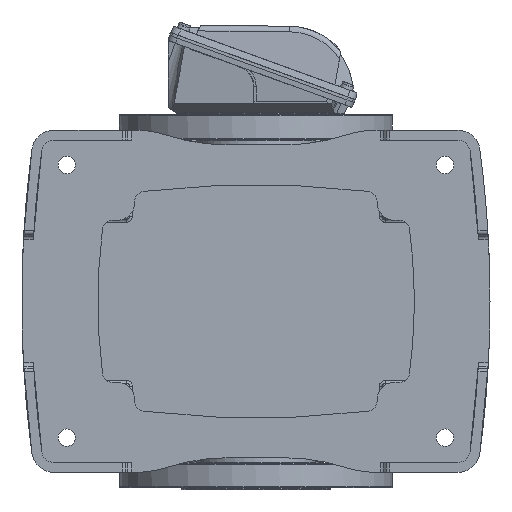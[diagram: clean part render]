
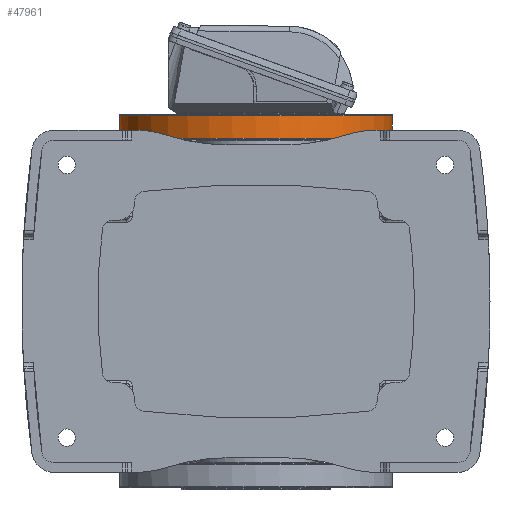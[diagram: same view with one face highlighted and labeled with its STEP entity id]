
A CAD part, front view. The second image highlights one B-rep face of the part: STEP entity #47961.
In plain terms, the highlighted cylindrical face has radius 137.5 mm (diameter 275 mm), a partial arc.
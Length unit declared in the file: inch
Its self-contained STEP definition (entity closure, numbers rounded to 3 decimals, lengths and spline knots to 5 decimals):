
#1250 = EDGE_CURVE ( 'NONE', #17837, #93121, #120519, .T. ) ;
#3176 = ORIENTED_EDGE ( 'NONE', *, *, #1250, .F. ) ;
#3885 = ORIENTED_EDGE ( 'NONE', *, *, #33435, .T. ) ;
#6087 = CARTESIAN_POINT ( 'NONE',  ( -7.40157, 7.125, -5.41339 ) ) ;
#6739 = DIRECTION ( 'NONE',  ( 0., -0.007, -1. ) ) ;
#8396 = ORIENTED_EDGE ( 'NONE', *, *, #100749, .T. ) ;
#13992 = CARTESIAN_POINT ( 'NONE',  ( -7.3622, 7.125, 5.41339 ) ) ;
#14351 = ORIENTED_EDGE ( 'NONE', *, *, #80742, .T. ) ;
#15005 = DIRECTION ( 'NONE',  ( 0., 0., -1. ) ) ;
#17837 = VERTEX_POINT ( 'NONE', #20855 ) ;
#20855 = CARTESIAN_POINT ( 'NONE',  ( -6.45669, 7.08957, -5.41327 ) ) ;
#27250 = EDGE_LOOP ( 'NONE', ( #136274, #8396, #3885, #14351, #3176, #170225 ) ) ;
#33435 = EDGE_CURVE ( 'NONE', #168568, #165820, #48499, .T. ) ;
#34501 = CARTESIAN_POINT ( 'NONE',  ( -6.45669, 7.125, 0. ) ) ;
#36456 = CARTESIAN_POINT ( 'NONE',  ( -6.45669, 7.125, 5.41339 ) ) ;
#41676 = CARTESIAN_POINT ( 'NONE',  ( -6.45669, 7.125, -5.41339 ) ) ;
#42794 = CYLINDRICAL_SURFACE ( 'NONE', #55840, 5.41339 ) ;
#43600 = AXIS2_PLACEMENT_3D ( 'NONE', #77754, #94370, #134212 ) ;
#47961 = ADVANCED_FACE ( 'NONE', ( #56703 ), #42794, .T. ) ;
#48499 = CIRCLE ( 'NONE', #163678, 5.41339 ) ;
#48704 = LINE ( 'NONE', #6087, #109874 ) ;
#49599 = DIRECTION ( 'NONE',  ( 1., 0., 0. ) ) ;
#51890 = DIRECTION ( 'NONE',  ( 1., 0., 0. ) ) ;
#54407 = CIRCLE ( 'NONE', #110541, 5.41339 ) ;
#55840 = AXIS2_PLACEMENT_3D ( 'NONE', #155706, #140016, #15005 ) ;
#56703 = FACE_OUTER_BOUND ( 'NONE', #27250, .T. ) ;
#64273 = CARTESIAN_POINT ( 'NONE',  ( -7.3622, 7.125, 0. ) ) ;
#77754 = CARTESIAN_POINT ( 'NONE',  ( -6.45669, 7.125, 0. ) ) ;
#80742 = EDGE_CURVE ( 'NONE', #165820, #93121, #48704, .T. ) ;
#86006 = EDGE_CURVE ( 'NONE', #107663, #17837, #54407, .T. ) ;
#87705 = VECTOR ( 'NONE', #118846, 39.37008 ) ;
#88348 = LINE ( 'NONE', #175298, #87705 ) ;
#93121 = VERTEX_POINT ( 'NONE', #41676 ) ;
#94370 = DIRECTION ( 'NONE',  ( 1., 0., 0. ) ) ;
#100749 = EDGE_CURVE ( 'NONE', #120923, #168568, #138248, .T. ) ;
#107663 = VERTEX_POINT ( 'NONE', #36456 ) ;
#108328 = DIRECTION ( 'NONE',  ( 0., 0., -1. ) ) ;
#109874 = VECTOR ( 'NONE', #49599, 39.37008 ) ;
#110541 = AXIS2_PLACEMENT_3D ( 'NONE', #34501, #163153, #6739 ) ;
#118846 = DIRECTION ( 'NONE',  ( 1., 0., 0. ) ) ;
#120519 = CIRCLE ( 'NONE', #43600, 5.41339 ) ;
#120707 = DIRECTION ( 'NONE',  ( 0., 0., -1. ) ) ;
#120923 = VERTEX_POINT ( 'NONE', #13992 ) ;
#131882 = DIRECTION ( 'NONE',  ( 1., 0., 0. ) ) ;
#134212 = DIRECTION ( 'NONE',  ( 0., -0.007, -1. ) ) ;
#136274 = ORIENTED_EDGE ( 'NONE', *, *, #138622, .F. ) ;
#138248 = CIRCLE ( 'NONE', #182503, 5.41339 ) ;
#138622 = EDGE_CURVE ( 'NONE', #120923, #107663, #88348, .T. ) ;
#140016 = DIRECTION ( 'NONE',  ( 1., 0., 0. ) ) ;
#140866 = CARTESIAN_POINT ( 'NONE',  ( -7.3622, 7.125, -5.41339 ) ) ;
#155706 = CARTESIAN_POINT ( 'NONE',  ( -7.40157, 7.125, 0. ) ) ;
#163153 = DIRECTION ( 'NONE',  ( 1., 0., 0. ) ) ;
#163678 = AXIS2_PLACEMENT_3D ( 'NONE', #178702, #51890, #108328 ) ;
#165820 = VERTEX_POINT ( 'NONE', #140866 ) ;
#166982 = CARTESIAN_POINT ( 'NONE',  ( -7.3622, 7.07467, 5.41315 ) ) ;
#168568 = VERTEX_POINT ( 'NONE', #166982 ) ;
#170225 = ORIENTED_EDGE ( 'NONE', *, *, #86006, .F. ) ;
#175298 = CARTESIAN_POINT ( 'NONE',  ( -7.40157, 7.125, 5.41339 ) ) ;
#178702 = CARTESIAN_POINT ( 'NONE',  ( -7.3622, 7.125, 0. ) ) ;
#182503 = AXIS2_PLACEMENT_3D ( 'NONE', #64273, #131882, #120707 ) ;
